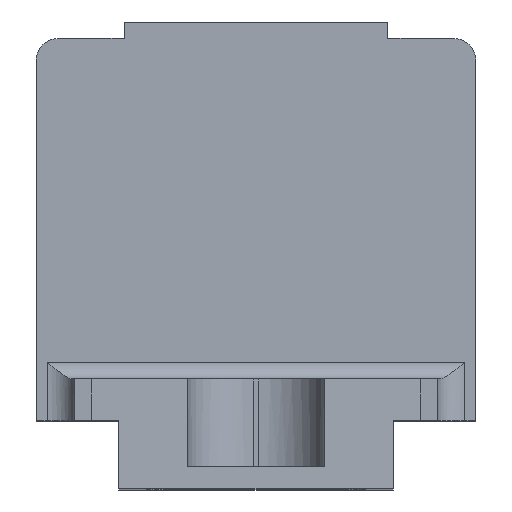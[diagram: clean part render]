
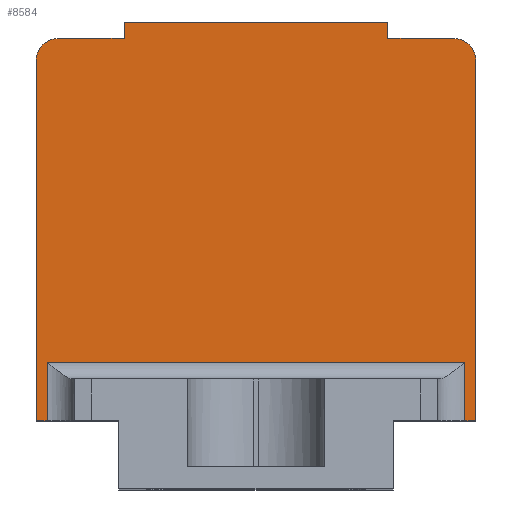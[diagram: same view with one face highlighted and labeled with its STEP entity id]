
A CAD part, top view. The second image highlights one B-rep face of the part: STEP entity #8584.
In plain terms, the highlighted planar face has unit normal (0, 0, 1).
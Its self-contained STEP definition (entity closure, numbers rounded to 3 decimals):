
#1845=DIRECTION('',(0.,1.,0.));
#1846=VECTOR('',#1845,5.3);
#1847=CARTESIAN_POINT('',(-19.,6.2,59.6));
#1848=LINE('',#1847,#1846);
#1863=DIRECTION('',(0.,-1.,0.));
#1864=VECTOR('',#1863,32.8);
#1865=CARTESIAN_POINT('',(20.,39.,59.6));
#1866=LINE('',#1865,#1864);
#1867=DIRECTION('',(-1.,0.,0.));
#1868=VECTOR('',#1867,1.);
#1869=CARTESIAN_POINT('',(20.,6.2,59.6));
#1870=LINE('',#1869,#1868);
#1871=DIRECTION('',(-1.,0.,0.));
#1872=VECTOR('',#1871,1.);
#1873=CARTESIAN_POINT('',(-19.,6.2,59.6));
#1874=LINE('',#1873,#1872);
#1875=DIRECTION('',(0.,1.,0.));
#1876=VECTOR('',#1875,32.8);
#1877=CARTESIAN_POINT('',(-20.,6.2,59.6));
#1878=LINE('',#1877,#1876);
#1879=DIRECTION('',(1.,0.,0.));
#1880=VECTOR('',#1879,6.);
#1881=CARTESIAN_POINT('',(-18.,41.,59.6));
#1882=LINE('',#1881,#1880);
#1883=DIRECTION('',(0.,1.,0.));
#1884=VECTOR('',#1883,1.5);
#1885=CARTESIAN_POINT('',(-12.,41.,59.6));
#1886=LINE('',#1885,#1884);
#1887=DIRECTION('',(1.,0.,0.));
#1888=VECTOR('',#1887,24.);
#1889=CARTESIAN_POINT('',(-12.,42.5,59.6));
#1890=LINE('',#1889,#1888);
#1891=DIRECTION('',(0.,-1.,0.));
#1892=VECTOR('',#1891,1.5);
#1893=CARTESIAN_POINT('',(12.,42.5,59.6));
#1894=LINE('',#1893,#1892);
#1895=DIRECTION('',(1.,0.,0.));
#1896=VECTOR('',#1895,6.);
#1897=CARTESIAN_POINT('',(12.,41.,59.6));
#1898=LINE('',#1897,#1896);
#1903=CARTESIAN_POINT('',(18.,39.,59.6));
#1904=DIRECTION('',(0.,0.,1.));
#1905=DIRECTION('',(1.,0.,0.));
#1906=AXIS2_PLACEMENT_3D('',#1903,#1904,#1905);
#2037=DIRECTION('',(0.,1.,0.));
#2038=VECTOR('',#2037,5.3);
#2039=CARTESIAN_POINT('',(19.,6.2,59.6));
#2040=LINE('',#2039,#2038);
#2076=DIRECTION('',(1.,0.,0.));
#2077=VECTOR('',#2076,38.);
#2078=CARTESIAN_POINT('',(-19.,11.5,59.6));
#2079=LINE('',#2078,#2077);
#2117=CARTESIAN_POINT('',(-18.,39.,59.6));
#2118=DIRECTION('',(0.,0.,1.));
#2119=DIRECTION('',(0.,1.,0.));
#2120=AXIS2_PLACEMENT_3D('',#2117,#2118,#2119);
#5247=CARTESIAN_POINT('',(-12.,41.,59.6));
#5248=CARTESIAN_POINT('',(-12.,42.5,59.6));
#5249=VERTEX_POINT('',#5247);
#5250=VERTEX_POINT('',#5248);
#5251=CARTESIAN_POINT('',(12.,42.5,59.6));
#5252=VERTEX_POINT('',#5251);
#5253=CARTESIAN_POINT('',(12.,41.,59.6));
#5254=VERTEX_POINT('',#5253);
#5263=CARTESIAN_POINT('',(20.,6.2,59.6));
#5265=VERTEX_POINT('',#5263);
#5267=CARTESIAN_POINT('',(-20.,6.2,59.6));
#5269=VERTEX_POINT('',#5267);
#5427=CARTESIAN_POINT('',(19.,6.2,59.6));
#5428=VERTEX_POINT('',#5427);
#5433=CARTESIAN_POINT('',(-19.,6.2,59.6));
#5434=VERTEX_POINT('',#5433);
#5439=CARTESIAN_POINT('',(-19.,11.5,59.6));
#5440=CARTESIAN_POINT('',(19.,11.5,59.6));
#5441=VERTEX_POINT('',#5439);
#5442=VERTEX_POINT('',#5440);
#5542=CARTESIAN_POINT('',(20.,39.,59.6));
#5544=VERTEX_POINT('',#5542);
#5545=CARTESIAN_POINT('',(18.,41.,59.6));
#5546=VERTEX_POINT('',#5545);
#5550=CARTESIAN_POINT('',(-18.,41.,59.6));
#5552=VERTEX_POINT('',#5550);
#5553=CARTESIAN_POINT('',(-20.,39.,59.6));
#5554=VERTEX_POINT('',#5553);
#8551=CARTESIAN_POINT('',(0.,0.,59.6));
#8552=DIRECTION('',(0.,0.,-1.));
#8553=DIRECTION('',(-1.,0.,0.));
#8554=AXIS2_PLACEMENT_3D('',#8551,#8552,#8553);
#8555=PLANE('',#8554);
#8557=ORIENTED_EDGE('',*,*,#8556,.F.);
#8559=ORIENTED_EDGE('',*,*,#8558,.T.);
#8561=ORIENTED_EDGE('',*,*,#8560,.T.);
#8563=ORIENTED_EDGE('',*,*,#8562,.T.);
#8565=ORIENTED_EDGE('',*,*,#8564,.F.);
#8566=ORIENTED_EDGE('',*,*,#8541,.F.);
#8567=ORIENTED_EDGE('',*,*,#8441,.T.);
#8569=ORIENTED_EDGE('',*,*,#8568,.T.);
#8571=ORIENTED_EDGE('',*,*,#8570,.F.);
#8573=ORIENTED_EDGE('',*,*,#8572,.T.);
#8575=ORIENTED_EDGE('',*,*,#8574,.T.);
#8577=ORIENTED_EDGE('',*,*,#8576,.T.);
#8579=ORIENTED_EDGE('',*,*,#8578,.T.);
#8581=ORIENTED_EDGE('',*,*,#8580,.T.);
#8582=EDGE_LOOP('',(#8557,#8559,#8561,#8563,#8565,#8566,#8567,#8569,#8571,#8573,
#8575,#8577,#8579,#8581));
#8583=FACE_OUTER_BOUND('',#8582,.F.);
#8584=ADVANCED_FACE('',(#8583),#8555,.F.);
#1907=CIRCLE('',#1906,2.);
#2121=CIRCLE('',#2120,2.);
#8441=EDGE_CURVE('',#5434,#5269,#1874,.T.);
#8541=EDGE_CURVE('',#5434,#5441,#1848,.T.);
#8556=EDGE_CURVE('',#5544,#5546,#1907,.T.);
#8558=EDGE_CURVE('',#5544,#5265,#1866,.T.);
#8560=EDGE_CURVE('',#5265,#5428,#1870,.T.);
#8562=EDGE_CURVE('',#5428,#5442,#2040,.T.);
#8564=EDGE_CURVE('',#5441,#5442,#2079,.T.);
#8568=EDGE_CURVE('',#5269,#5554,#1878,.T.);
#8570=EDGE_CURVE('',#5552,#5554,#2121,.T.);
#8572=EDGE_CURVE('',#5552,#5249,#1882,.T.);
#8574=EDGE_CURVE('',#5249,#5250,#1886,.T.);
#8576=EDGE_CURVE('',#5250,#5252,#1890,.T.);
#8578=EDGE_CURVE('',#5252,#5254,#1894,.T.);
#8580=EDGE_CURVE('',#5254,#5546,#1898,.T.);
